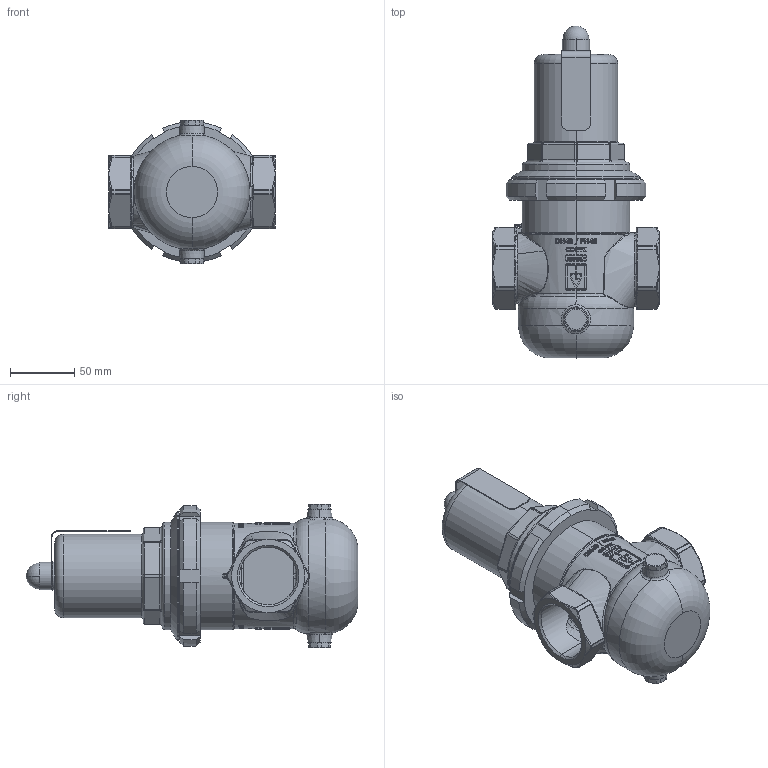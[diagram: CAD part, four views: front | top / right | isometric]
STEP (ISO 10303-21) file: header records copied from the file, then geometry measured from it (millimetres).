
FILE_DESCRIPTION (( 'STEP AP214' ), '1' );
FILE_NAME ('681mGFO-LP-40-f+f-40+40.STEP', '2016-04-12T15:09:13', ( '' ), ( '' ), 'SwSTEP 2.0', 'SolidWorks 2016', '' );
FILE_SCHEMA (( 'AUTOMOTIVE_DESIGN' ));
Length unit declared in the file: millimetre
Products named in the file (1): 681mGFO-LP-40-f+f-40+40
Bounding box: 130 x 258.7 x 112 mm (x, y, z)
Volume: 451339.3 mm3; surface area: 194159.3 mm2
Topology: 11 solids, 11 shells, 1499 faces, 3681 edges, 2235 vertices
Faces by surface type: plane 448, bspline 377, cylinder 360, torus 144, cone 112, sphere 58
Entity records: 81119 total; most frequent: CARTESIAN_POINT 31862, ORIENTED_EDGE 7272, DIRECTION 6219, EDGE_CURVE 3636, AXIS2_PLACEMENT_3D 2450, VERTEX_POINT 2232, EDGE_LOOP 1598, UNCERTAINTY_MEASURE_WITH_UNIT 1512
